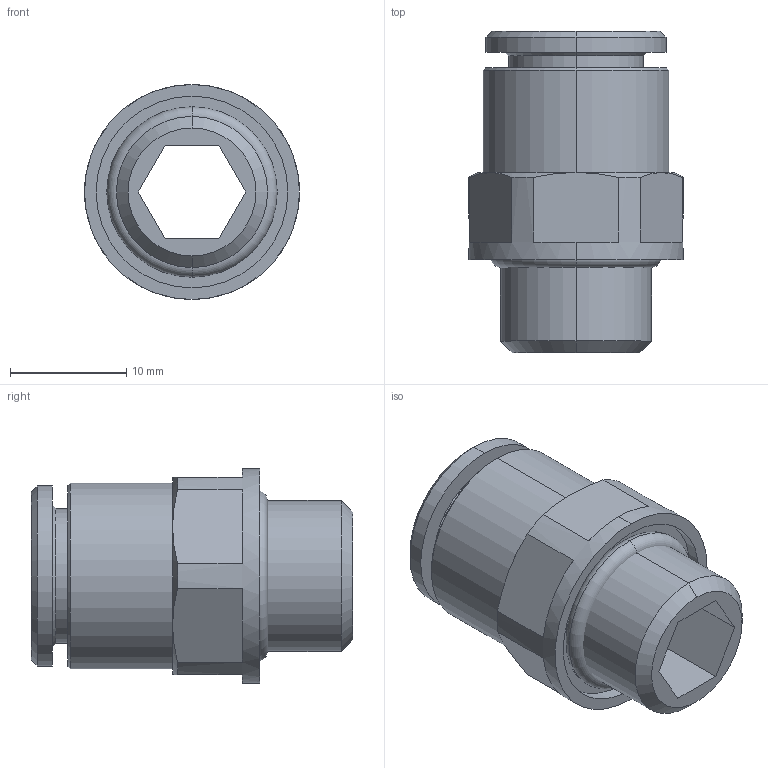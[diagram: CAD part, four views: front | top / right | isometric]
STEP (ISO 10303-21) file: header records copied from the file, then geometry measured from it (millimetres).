
FILE_DESCRIPTION (( 'STEP AP203' ), '1' );
FILE_NAME ('B0020052.STEP', '2011-03-16T14:00:52', ( '' ), ( 'sopra-pneumatic' ), 'SwSTEP 2.0', 'SolidWorks 2009', '' );
FILE_SCHEMA (( 'CONFIG_CONTROL_DESIGN' ));
Length unit declared in the file: millimetre
Products named in the file (1): B0020052
Bounding box: 18.5 x 27.65 x 18.5 mm (x, y, z)
Volume: 3226.6 mm3; surface area: 3036 mm2
Topology: 2 solids, 2 shells, 61 faces, 138 edges, 86 vertices
Faces by surface type: plane 27, cone 16, cylinder 14, torus 4
Entity records: 1825 total; most frequent: CARTESIAN_POINT 338, DIRECTION 316, ORIENTED_EDGE 276, EDGE_CURVE 138, AXIS2_PLACEMENT_3D 128, VERTEX_POINT 86, EDGE_LOOP 70, CIRCLE 66
